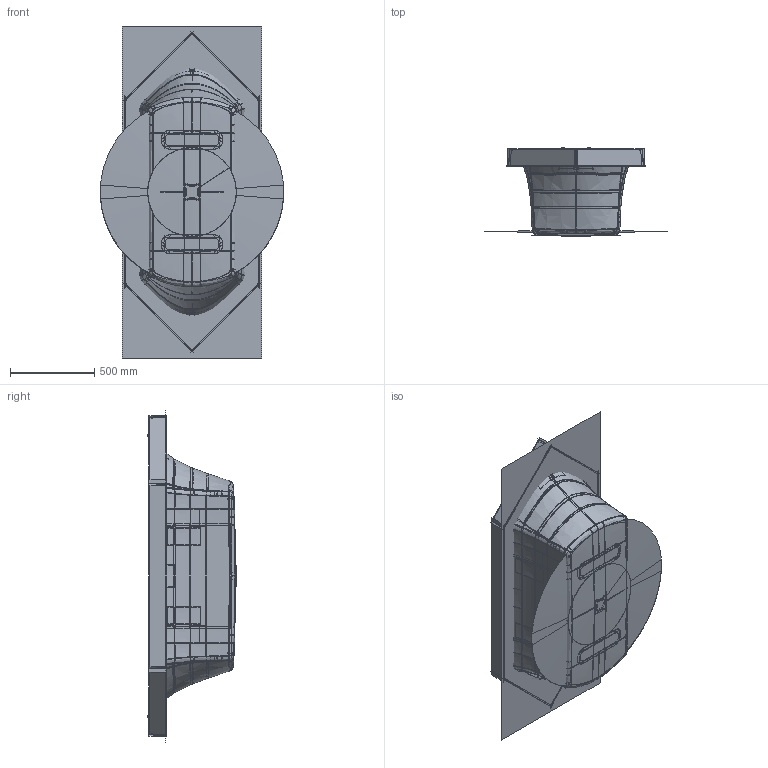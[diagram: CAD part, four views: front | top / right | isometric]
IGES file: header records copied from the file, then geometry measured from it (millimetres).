
Start section:  PTC IGES file: BQ190SQR-6V.igs
Global section: file name: BQ190SQR-6V.igs; native system: Pro/ENGINEER by Parametric Technology Corporation; preprocessor: 2007460; author: hradix; organization: Unknown; date: 20080505.082639; units: millimetre
Bounding box: 1091.54 x 530.42 x 1974.28 mm (x, y, z)
Surface area: 13761747.6 mm2 (no closed solid volume)
Topology: 0 solids, 0 shells, 1980 faces, 25383 edges, 32963 vertices
Faces by surface type: bspline 1636, revolution 344
